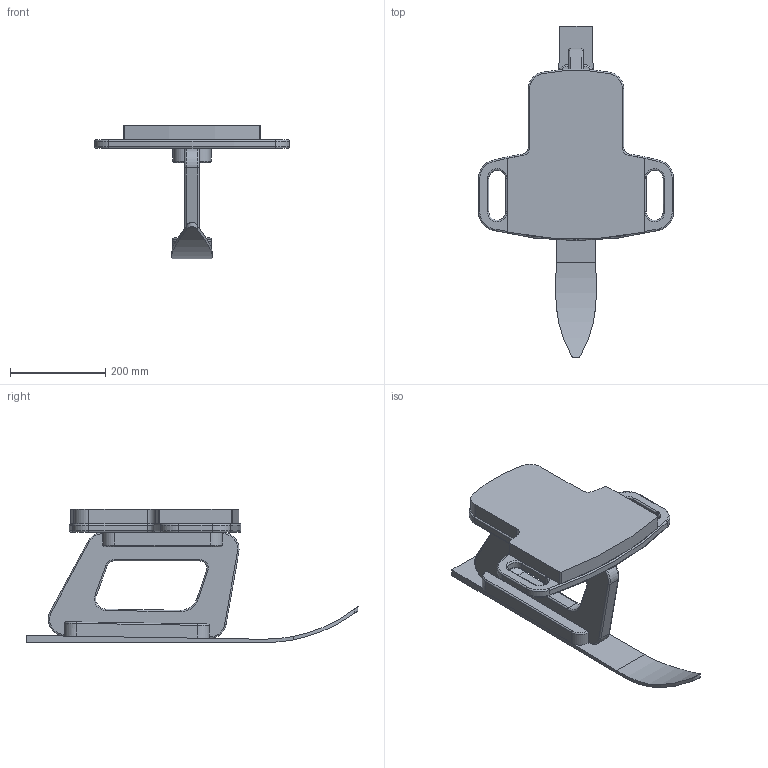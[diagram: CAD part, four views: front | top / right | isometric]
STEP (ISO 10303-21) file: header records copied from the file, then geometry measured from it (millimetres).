
FILE_DESCRIPTION(('CATIA V5 STEP Exchange'),'2;1');
FILE_NAME('Bob_VLi.stp','2019-01-05T14:56:20+00:00',('none'),('none'),'CATIA Version 5 Release 19 GA (IN-10)','CATIA V5 STEP AP203','none');
FILE_SCHEMA(('CONFIG_CONTROL_DESIGN'));
Length unit declared in the file: millimetre
Products named in the file (1): Bob_VLi
Bounding box: 409 x 695.63 x 279 mm (x, y, z)
Volume: 7143842.4 mm3; surface area: 819725.1 mm2
Topology: 8 solids, 8 shells, 200 faces, 464 edges, 280 vertices
Faces by surface type: cylinder 81, torus 64, plane 55
Entity records: 5663 total; most frequent: CARTESIAN_POINT 1188, ORIENTED_EDGE 928, DIRECTION 832, EDGE_CURVE 464, AXIS2_PLACEMENT_3D 447, VERTEX_POINT 280, CIRCLE 250, EDGE_LOOP 206
